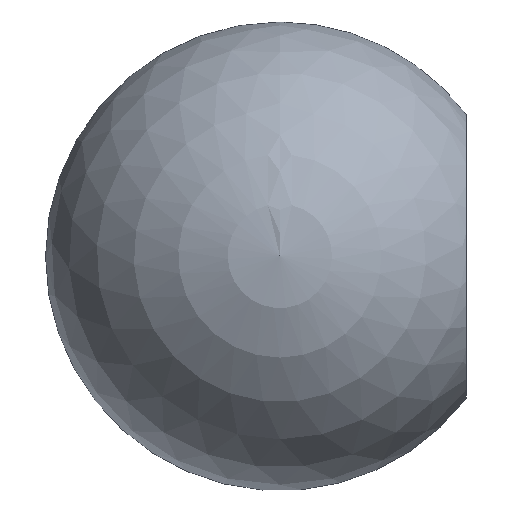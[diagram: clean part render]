
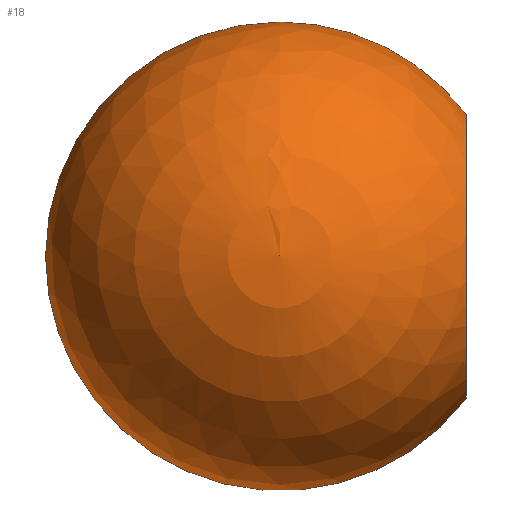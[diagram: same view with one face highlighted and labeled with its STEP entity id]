
A CAD part, top view. The second image highlights one B-rep face of the part: STEP entity #18.
In plain terms, the highlighted spherical face has radius 12.5 mm.
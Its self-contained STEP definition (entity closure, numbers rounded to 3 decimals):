
#8 = DIRECTION ( 'NONE',  ( -1., 0., 0. ) ) ;
#18 = ADVANCED_FACE ( 'NONE', ( #19 ), #206, .T. ) ;
#19 = FACE_OUTER_BOUND ( 'NONE', #146, .T. ) ;
#26 = CARTESIAN_POINT ( 'NONE',  ( -10.68, 0., 0. ) ) ;
#47 = DIRECTION ( 'NONE',  ( -1., 0., 0. ) ) ;
#52 = AXIS2_PLACEMENT_3D ( 'NONE', #160, #47, #139 ) ;
#63 = EDGE_CURVE ( 'NONE', #222, #193, #280, .T. ) ;
#74 = VERTEX_POINT ( 'NONE', #191 ) ;
#86 = DIRECTION ( 'NONE',  ( 0., 0., -1. ) ) ;
#87 = CARTESIAN_POINT ( 'NONE',  ( -0.727, -7.562, 0. ) ) ;
#90 = ORIENTED_EDGE ( 'NONE', *, *, #140, .F. ) ;
#108 = EDGE_CURVE ( 'NONE', #74, #222, #209, .T. ) ;
#109 = CIRCLE ( 'NONE', #239, 12.5 ) ;
#128 = DIRECTION ( 'NONE',  ( 0., 0., 1. ) ) ;
#134 = AXIS2_PLACEMENT_3D ( 'NONE', #299, #128, #232 ) ;
#139 = DIRECTION ( 'NONE',  ( 0., 1., 0. ) ) ;
#140 = EDGE_CURVE ( 'NONE', #74, #193, #109, .T. ) ;
#141 = CARTESIAN_POINT ( 'NONE',  ( -0.727, 7.562, 0. ) ) ;
#146 = EDGE_LOOP ( 'NONE', ( #90, #196, #205 ) ) ;
#160 = CARTESIAN_POINT ( 'NONE',  ( -0.727, 0., 0. ) ) ;
#191 = CARTESIAN_POINT ( 'NONE',  ( -23.18, 0., 0. ) ) ;
#193 = VERTEX_POINT ( 'NONE', #141 ) ;
#196 = ORIENTED_EDGE ( 'NONE', *, *, #108, .T. ) ;
#205 = ORIENTED_EDGE ( 'NONE', *, *, #63, .T. ) ;
#206 = SPHERICAL_SURFACE ( 'NONE', #134, 12.5 ) ;
#209 = CIRCLE ( 'NONE', #212, 12.5 ) ;
#212 = AXIS2_PLACEMENT_3D ( 'NONE', #26, #217, #258 ) ;
#216 = CARTESIAN_POINT ( 'NONE',  ( -10.68, 0., 0. ) ) ;
#217 = DIRECTION ( 'NONE',  ( 0., 0., 1. ) ) ;
#222 = VERTEX_POINT ( 'NONE', #87 ) ;
#232 = DIRECTION ( 'NONE',  ( 0., 1., 0. ) ) ;
#239 = AXIS2_PLACEMENT_3D ( 'NONE', #216, #86, #8 ) ;
#258 = DIRECTION ( 'NONE',  ( 0., -1., 0. ) ) ;
#280 = CIRCLE ( 'NONE', #52, 7.562 ) ;
#299 = CARTESIAN_POINT ( 'NONE',  ( -10.68, 0., 0. ) ) ;
